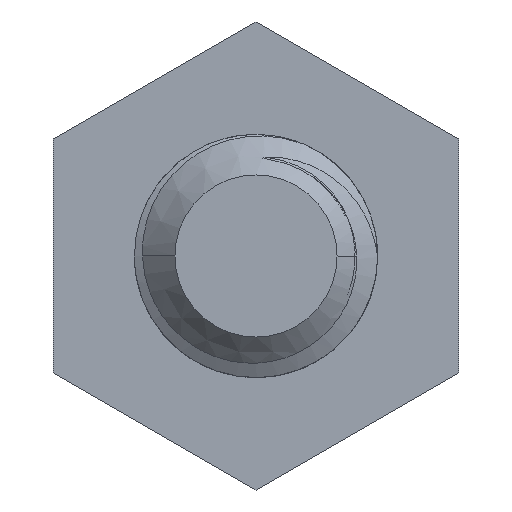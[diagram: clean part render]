
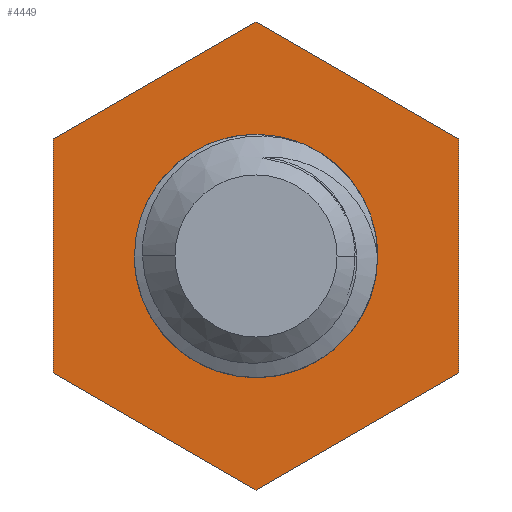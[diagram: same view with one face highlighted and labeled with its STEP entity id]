
A CAD part, front view. The second image highlights one B-rep face of the part: STEP entity #4449.
In plain terms, the highlighted planar face has unit normal (0, -1, 0).
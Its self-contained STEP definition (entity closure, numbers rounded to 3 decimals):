
#394 = EDGE_CURVE ( 'NONE', #4400, #4362, #628, .T. ) ;
#490 = EDGE_CURVE ( 'NONE', #4362, #4363, #653, .T. ) ;
#493 = EDGE_CURVE ( 'NONE', #4427, #4342, #649, .T. ) ;
#499 = EDGE_CURVE ( 'NONE', #4342, #4341, #638, .T. ) ;
#501 = EDGE_CURVE ( 'NONE', #4341, #4414, #633, .T. ) ;
#504 = EDGE_CURVE ( 'NONE', #4414, #4343, #627, .T. ) ;
#506 = EDGE_CURVE ( 'NONE', #4343, #4339, #623, .T. ) ;
#508 = EDGE_CURVE ( 'NONE', #4339, #4427, #616, .T. ) ;
#510 = EDGE_CURVE ( 'NONE', #4363, #4100, #610, .T. ) ;
#513 = EDGE_CURVE ( 'NONE', #4100, #4400, #605, .T. ) ;
#605 = CIRCLE ( 'NONE', #4056, 1.5 ) ;
#610 = CIRCLE ( 'NONE', #4057, 1.5 ) ;
#612 = VECTOR ( 'NONE', #3673, 1000. ) ;
#616 = LINE ( 'NONE', #3674, #612 ) ;
#617 = VECTOR ( 'NONE', #3677, 1000. ) ;
#623 = LINE ( 'NONE', #3678, #617 ) ;
#624 = VECTOR ( 'NONE', #3681, 1000. ) ;
#627 = LINE ( 'NONE', #3682, #624 ) ;
#628 = CIRCLE ( 'NONE', #4062, 1.5 ) ;
#630 = VECTOR ( 'NONE', #3694, 1000. ) ;
#633 = LINE ( 'NONE', #3695, #630 ) ;
#635 = VECTOR ( 'NONE', #3698, 1000. ) ;
#638 = LINE ( 'NONE', #3699, #635 ) ;
#646 = VECTOR ( 'NONE', #3717, 1000. ) ;
#649 = LINE ( 'NONE', #3718, #646 ) ;
#653 = CIRCLE ( 'NONE', #4058, 1.5 ) ;
#735 = EDGE_LOOP ( 'NONE', ( #4221, #4239, #4235, #4245 ) ) ;
#743 = EDGE_LOOP ( 'NONE', ( #4241, #4242, #4244, #4243, #4273, #4270 ) ) ;
#899 = FACE_OUTER_BOUND ( 'NONE', #743, .T. ) ;
#902 = FACE_BOUND ( 'NONE', #735, .T. ) ;
#1408 = AXIS2_PLACEMENT_3D ( 'NONE', #1773, #1778, #1768 ) ;
#1768 = DIRECTION ( 'NONE',  ( -1., 0., 0. ) ) ;
#1770 = PLANE ( 'NONE',  #1408 ) ;
#1773 = CARTESIAN_POINT ( 'NONE',  ( 1.5, 0., 0. ) ) ;
#1778 = DIRECTION ( 'NONE',  ( 0., 1., 0. ) ) ;
#2898 = CARTESIAN_POINT ( 'NONE',  ( 2.5, 0., -1.443 ) ) ;
#2911 = CARTESIAN_POINT ( 'NONE',  ( -2.5, 0., 1.443 ) ) ;
#2925 = CARTESIAN_POINT ( 'NONE',  ( 1.061, 0., -1.061 ) ) ;
#2962 = CARTESIAN_POINT ( 'NONE',  ( 1.5, 0., 0. ) ) ;
#2963 = CARTESIAN_POINT ( 'NONE',  ( -1.5, 0., 0. ) ) ;
#2980 = CARTESIAN_POINT ( 'NONE',  ( 0., 0., -2.887 ) ) ;
#2982 = CARTESIAN_POINT ( 'NONE',  ( 2.5, 0., 1.443 ) ) ;
#2990 = CARTESIAN_POINT ( 'NONE',  ( -2.5, 0., -1.443 ) ) ;
#2991 = CARTESIAN_POINT ( 'NONE',  ( 1.5, 0., -0.014 ) ) ;
#3002 = CARTESIAN_POINT ( 'NONE',  ( 0., 0., 2.887 ) ) ;
#3652 = DIRECTION ( 'NONE',  ( -1., 0., 0. ) ) ;
#3653 = DIRECTION ( 'NONE',  ( 0., 1., 0. ) ) ;
#3654 = CARTESIAN_POINT ( 'NONE',  ( 0., 0., 0. ) ) ;
#3667 = DIRECTION ( 'NONE',  ( -1., 0., 0. ) ) ;
#3668 = DIRECTION ( 'NONE',  ( 0., 1., 0. ) ) ;
#3669 = CARTESIAN_POINT ( 'NONE',  ( 0., 0., 0. ) ) ;
#3673 = DIRECTION ( 'NONE',  ( 0., 0., -1. ) ) ;
#3674 = CARTESIAN_POINT ( 'NONE',  ( 2.5, 0., 1.443 ) ) ;
#3677 = DIRECTION ( 'NONE',  ( 0.866, 0., -0.5 ) ) ;
#3678 = CARTESIAN_POINT ( 'NONE',  ( 0., 0., 2.887 ) ) ;
#3681 = DIRECTION ( 'NONE',  ( 0.866, 0., 0.5 ) ) ;
#3682 = CARTESIAN_POINT ( 'NONE',  ( -2.5, 0., 1.443 ) ) ;
#3694 = DIRECTION ( 'NONE',  ( 0., 0., 1. ) ) ;
#3695 = CARTESIAN_POINT ( 'NONE',  ( -2.5, 0., -1.443 ) ) ;
#3698 = DIRECTION ( 'NONE',  ( -0.866, 0., 0.5 ) ) ;
#3699 = CARTESIAN_POINT ( 'NONE',  ( 0., 0., -2.887 ) ) ;
#3717 = DIRECTION ( 'NONE',  ( -0.866, 0., -0.5 ) ) ;
#3718 = CARTESIAN_POINT ( 'NONE',  ( 2.5, 0., -1.443 ) ) ;
#3732 = DIRECTION ( 'NONE',  ( -1., 0., 0. ) ) ;
#3733 = DIRECTION ( 'NONE',  ( 0., 1., 0. ) ) ;
#3734 = CARTESIAN_POINT ( 'NONE',  ( 0., 0., 0. ) ) ;
#4056 = AXIS2_PLACEMENT_3D ( 'NONE', #3654, #3653, #3652 ) ;
#4057 = AXIS2_PLACEMENT_3D ( 'NONE', #3669, #3668, #3667 ) ;
#4058 = AXIS2_PLACEMENT_3D ( 'NONE', #3734, #3733, #3732 ) ;
#4062 = AXIS2_PLACEMENT_3D ( 'NONE', #4914, #4913, #4912 ) ;
#4100 = VERTEX_POINT ( 'NONE', #2991 ) ;
#4221 = ORIENTED_EDGE ( 'NONE', *, *, #513, .T. ) ;
#4235 = ORIENTED_EDGE ( 'NONE', *, *, #490, .T. ) ;
#4239 = ORIENTED_EDGE ( 'NONE', *, *, #394, .T. ) ;
#4241 = ORIENTED_EDGE ( 'NONE', *, *, #506, .F. ) ;
#4242 = ORIENTED_EDGE ( 'NONE', *, *, #504, .F. ) ;
#4243 = ORIENTED_EDGE ( 'NONE', *, *, #499, .F. ) ;
#4244 = ORIENTED_EDGE ( 'NONE', *, *, #501, .F. ) ;
#4245 = ORIENTED_EDGE ( 'NONE', *, *, #510, .T. ) ;
#4270 = ORIENTED_EDGE ( 'NONE', *, *, #508, .F. ) ;
#4273 = ORIENTED_EDGE ( 'NONE', *, *, #493, .F. ) ;
#4339 = VERTEX_POINT ( 'NONE', #2982 ) ;
#4341 = VERTEX_POINT ( 'NONE', #2990 ) ;
#4342 = VERTEX_POINT ( 'NONE', #2980 ) ;
#4343 = VERTEX_POINT ( 'NONE', #3002 ) ;
#4362 = VERTEX_POINT ( 'NONE', #2963 ) ;
#4363 = VERTEX_POINT ( 'NONE', #2962 ) ;
#4400 = VERTEX_POINT ( 'NONE', #2925 ) ;
#4414 = VERTEX_POINT ( 'NONE', #2911 ) ;
#4427 = VERTEX_POINT ( 'NONE', #2898 ) ;
#4449 = ADVANCED_FACE ( 'NONE', ( #902, #899 ), #1770, .F. ) ;
#4912 = DIRECTION ( 'NONE',  ( -1., 0., 0. ) ) ;
#4913 = DIRECTION ( 'NONE',  ( 0., 1., 0. ) ) ;
#4914 = CARTESIAN_POINT ( 'NONE',  ( 0., 0., 0. ) ) ;
